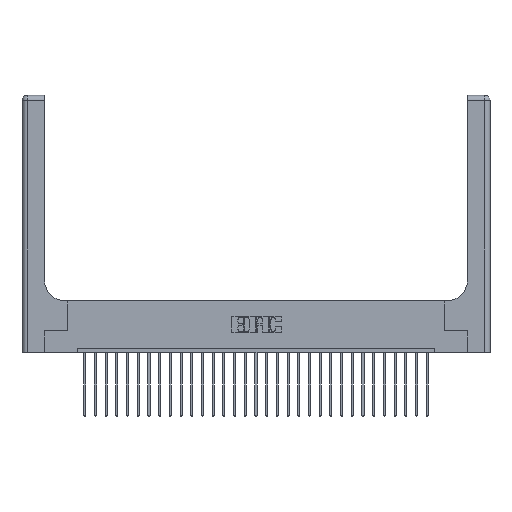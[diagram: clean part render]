
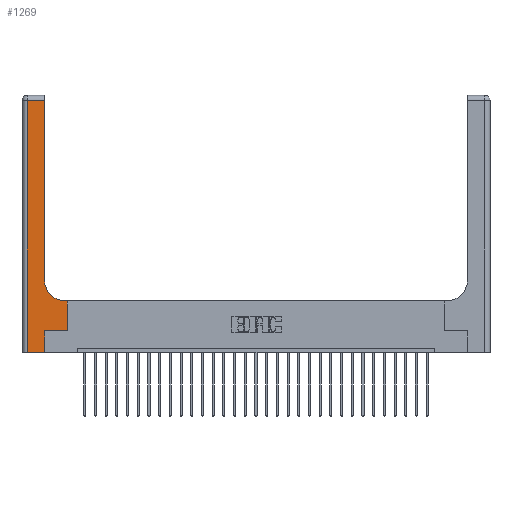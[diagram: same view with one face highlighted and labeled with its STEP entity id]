
A CAD part, top view. The second image highlights one B-rep face of the part: STEP entity #1269.
In plain terms, the highlighted planar face has unit normal (0, 0, 1).
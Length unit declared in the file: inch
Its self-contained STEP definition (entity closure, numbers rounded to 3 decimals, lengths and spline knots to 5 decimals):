
#394 = VECTOR ( 'NONE', #6334, 39.37008 ) ;
#1269 = ADVANCED_FACE ( 'NONE', ( #8475 ), #8335, .F. ) ;
#1997 = VERTEX_POINT ( 'NONE', #3855 ) ;
#2039 = CARTESIAN_POINT ( 'NONE',  ( 0.265, 0., 0.37 ) ) ;
#2350 = CIRCLE ( 'NONE', #17778, 0.25 ) ;
#2691 = DIRECTION ( 'NONE',  ( 1., 0., 0. ) ) ;
#2732 = VERTEX_POINT ( 'NONE', #25639 ) ;
#2881 = CARTESIAN_POINT ( 'NONE',  ( 0.528, 0.25, 0.37 ) ) ;
#3855 = CARTESIAN_POINT ( 'NONE',  ( 0.51, 0.6, 0.37 ) ) ;
#4043 = DIRECTION ( 'NONE',  ( -1., 0., 0. ) ) ;
#4151 = VECTOR ( 'NONE', #4573, 39.37008 ) ;
#4345 = VERTEX_POINT ( 'NONE', #11654 ) ;
#4419 = CARTESIAN_POINT ( 'NONE',  ( 0.26, 3., 0.37 ) ) ;
#4573 = DIRECTION ( 'NONE',  ( 0., 1., 0. ) ) ;
#5445 = DIRECTION ( 'NONE',  ( 1., 0., 0. ) ) ;
#6222 = DIRECTION ( 'NONE',  ( 0., 1., 0. ) ) ;
#6334 = DIRECTION ( 'NONE',  ( 1., 0., 0. ) ) ;
#6374 = LINE ( 'NONE', #15066, #4151 ) ;
#6482 = VECTOR ( 'NONE', #17511, 39.37008 ) ;
#6656 = EDGE_CURVE ( 'NONE', #12278, #20326, #8554, .T. ) ;
#7119 = VECTOR ( 'NONE', #16464, 39.37008 ) ;
#8186 = ORIENTED_EDGE ( 'NONE', *, *, #20550, .T. ) ;
#8335 = PLANE ( 'NONE',  #19400 ) ;
#8346 = CARTESIAN_POINT ( 'NONE',  ( 0.06, 3., 0.37 ) ) ;
#8473 = VERTEX_POINT ( 'NONE', #17199 ) ;
#8475 = FACE_OUTER_BOUND ( 'NONE', #14035, .T. ) ;
#8554 = LINE ( 'NONE', #21370, #15725 ) ;
#9104 = LINE ( 'NONE', #2881, #6482 ) ;
#9324 = LINE ( 'NONE', #13463, #16070 ) ;
#9540 = EDGE_CURVE ( 'NONE', #2732, #21336, #16806, .T. ) ;
#9736 = ORIENTED_EDGE ( 'NONE', *, *, #22675, .T. ) ;
#10376 = ORIENTED_EDGE ( 'NONE', *, *, #13764, .T. ) ;
#11654 = CARTESIAN_POINT ( 'NONE',  ( 0.528, 0.6, 0.37 ) ) ;
#11947 = DIRECTION ( 'NONE',  ( -1., 0., 0. ) ) ;
#12278 = VERTEX_POINT ( 'NONE', #19265 ) ;
#13463 = CARTESIAN_POINT ( 'NONE',  ( 0.265, 0.25, 0.37 ) ) ;
#13764 = EDGE_CURVE ( 'NONE', #20326, #2732, #23101, .T. ) ;
#14035 = EDGE_LOOP ( 'NONE', ( #9736, #21483, #10376, #14660, #19424, #8186, #20595, #22285, #16952 ) ) ;
#14660 = ORIENTED_EDGE ( 'NONE', *, *, #9540, .T. ) ;
#14818 = CARTESIAN_POINT ( 'NONE',  ( 0., 3., 0.37 ) ) ;
#15066 = CARTESIAN_POINT ( 'NONE',  ( 0.265, 0., 0.37 ) ) ;
#15238 = CARTESIAN_POINT ( 'NONE',  ( 0.26, 0.85, 0.37 ) ) ;
#15579 = VERTEX_POINT ( 'NONE', #18079 ) ;
#15725 = VECTOR ( 'NONE', #16953, 39.37008 ) ;
#15727 = VECTOR ( 'NONE', #6222, 39.37008 ) ;
#16070 = VECTOR ( 'NONE', #2691, 39.37008 ) ;
#16200 = LINE ( 'NONE', #22412, #16700 ) ;
#16464 = DIRECTION ( 'NONE',  ( 0., -1., 0. ) ) ;
#16687 = LINE ( 'NONE', #4419, #15727 ) ;
#16700 = VECTOR ( 'NONE', #11947, 39.37008 ) ;
#16765 = VERTEX_POINT ( 'NONE', #15238 ) ;
#16806 = LINE ( 'NONE', #25233, #394 ) ;
#16874 = DIRECTION ( 'NONE',  ( 0., 0., -1. ) ) ;
#16952 = ORIENTED_EDGE ( 'NONE', *, *, #18248, .T. ) ;
#16953 = DIRECTION ( 'NONE',  ( -1., 0., 0. ) ) ;
#17187 = EDGE_CURVE ( 'NONE', #21336, #8473, #6374, .T. ) ;
#17199 = CARTESIAN_POINT ( 'NONE',  ( 0.265, 0.25, 0.37 ) ) ;
#17511 = DIRECTION ( 'NONE',  ( 0., 1., 0. ) ) ;
#17778 = AXIS2_PLACEMENT_3D ( 'NONE', #22003, #26293, #5445 ) ;
#18079 = CARTESIAN_POINT ( 'NONE',  ( 0.528, 0.25, 0.37 ) ) ;
#18248 = EDGE_CURVE ( 'NONE', #1997, #16765, #2350, .T. ) ;
#19265 = CARTESIAN_POINT ( 'NONE',  ( 0.26, 2.94, 0.37 ) ) ;
#19400 = AXIS2_PLACEMENT_3D ( 'NONE', #14818, #16874, #4043 ) ;
#19424 = ORIENTED_EDGE ( 'NONE', *, *, #17187, .T. ) ;
#20326 = VERTEX_POINT ( 'NONE', #21808 ) ;
#20550 = EDGE_CURVE ( 'NONE', #8473, #15579, #9324, .T. ) ;
#20595 = ORIENTED_EDGE ( 'NONE', *, *, #24095, .T. ) ;
#21336 = VERTEX_POINT ( 'NONE', #2039 ) ;
#21370 = CARTESIAN_POINT ( 'NONE',  ( 0., 2.94, 0.37 ) ) ;
#21483 = ORIENTED_EDGE ( 'NONE', *, *, #6656, .T. ) ;
#21808 = CARTESIAN_POINT ( 'NONE',  ( 0.06, 2.94, 0.37 ) ) ;
#22003 = CARTESIAN_POINT ( 'NONE',  ( 0.51, 0.85, 0.37 ) ) ;
#22285 = ORIENTED_EDGE ( 'NONE', *, *, #27030, .T. ) ;
#22412 = CARTESIAN_POINT ( 'NONE',  ( 0.26, 0.6, 0.37 ) ) ;
#22675 = EDGE_CURVE ( 'NONE', #16765, #12278, #16687, .T. ) ;
#23101 = LINE ( 'NONE', #8346, #7119 ) ;
#24095 = EDGE_CURVE ( 'NONE', #15579, #4345, #9104, .T. ) ;
#25233 = CARTESIAN_POINT ( 'NONE',  ( 0., 0., 0.37 ) ) ;
#25639 = CARTESIAN_POINT ( 'NONE',  ( 0.06, 0., 0.37 ) ) ;
#26293 = DIRECTION ( 'NONE',  ( 0., 0., -1. ) ) ;
#27030 = EDGE_CURVE ( 'NONE', #4345, #1997, #16200, .T. ) ;
